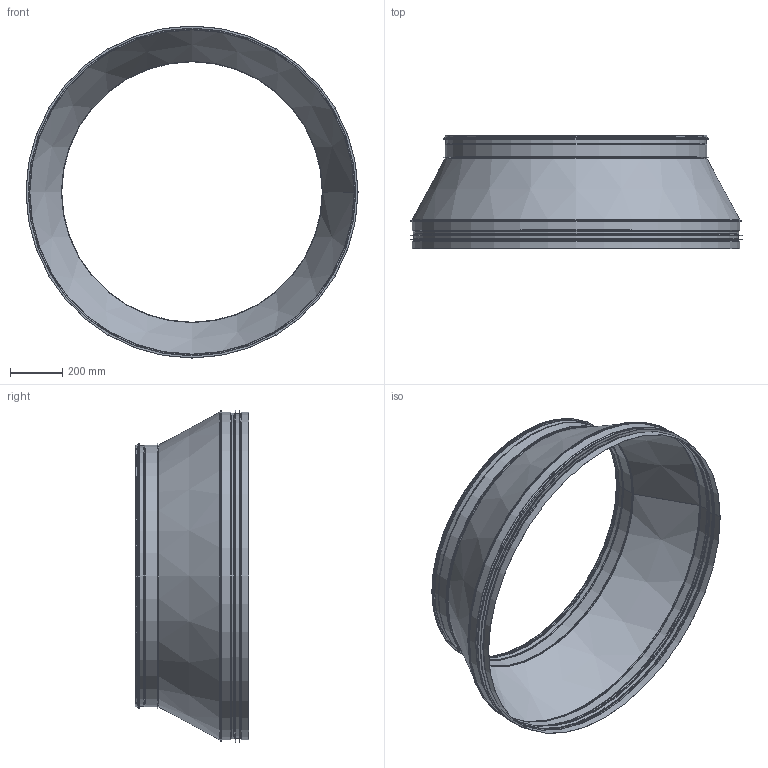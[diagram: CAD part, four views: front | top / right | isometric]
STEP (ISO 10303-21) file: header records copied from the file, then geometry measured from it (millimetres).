
FILE_DESCRIPTION((''),'2;1');
FILE_NAME('HFC_14-13.stp','2014-02-19T13:50:44',(''),(''),'Autodesk Inventor 2013','Autodesk Inventor 2013','');
FILE_SCHEMA(('AUTOMOTIVE_DESIGN { 1 2 10303 214 0 1 1 1 }'));
Length unit declared in the file: millimetre
Products named in the file (8): HFC_14-13; KonFallsadHFC_1250-1000; StosMedFals-1250; StosMedFalsRörämne-1250; U-list-1250; StosMedFals-1000; StosMedFalsRörämne-1000; 999013
Assembly tree (7 placements, depth 3):
  HFC_14-13
    KonFallsadHFC_1250-1000
    StosMedFals-1250
      StosMedFalsRörämne-1250
      U-list-1250
    StosMedFals-1000
      StosMedFalsRörämne-1000
      999013
Bounding box: 1265.65 x 432 x 1265.65 mm (x, y, z)
Volume: 1385498.6 mm3; surface area: 4196603.6 mm2
Topology: 5 solids, 5 shells, 199 faces, 387 edges, 205 vertices
Faces by surface type: plane 103, torus 48, cylinder 34, cone 14
Full cylindrical faces by diameter (mm): 992.8 x1, 993.8 x1, 995 x1, 997.4 x1, 997.6 x5, 998.6 x3, 1001.6 x1, 1004 x1, 1009 x1, 1012.6 x1, 1236.05 x1, 1237.05 x2, 1239.65 x3, 1240.85 x1, 1241.85 x1, 1247.85 x1, 1248.05 x2, 1249.05 x3, 1252.05 x1, 1260.05 x1, 1265.65 x2
Entity records: 5197 total; most frequent: DIRECTION 982, CARTESIAN_POINT 780, ORIENTED_EDGE 722, AXIS2_PLACEMENT_3D 407, EDGE_CURVE 361, EDGE_LOOP 236, VERTEX_POINT 205, FACE_OUTER_BOUND 199
